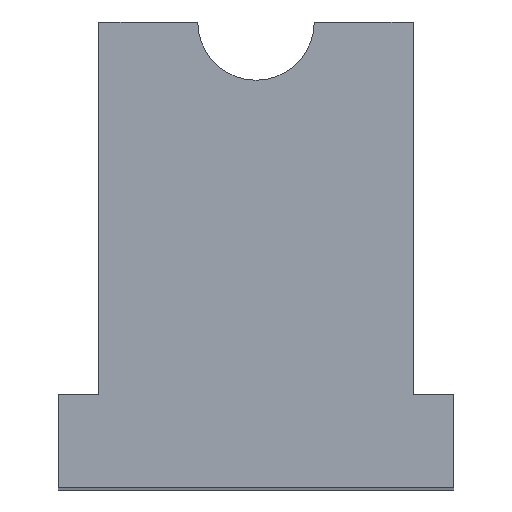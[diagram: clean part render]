
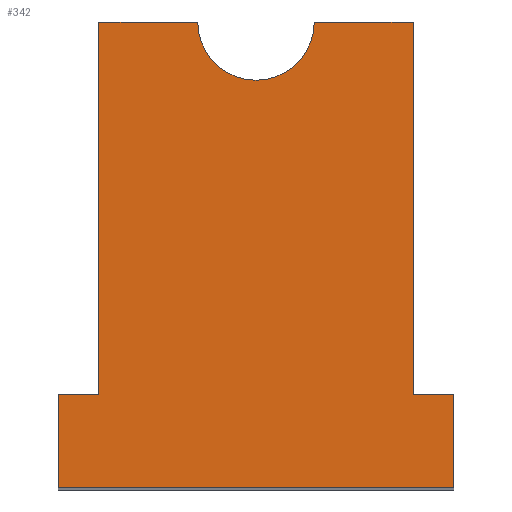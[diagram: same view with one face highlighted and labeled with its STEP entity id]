
A CAD part, top view. The second image highlights one B-rep face of the part: STEP entity #342.
In plain terms, the highlighted planar face has unit normal (0, 0, 1).
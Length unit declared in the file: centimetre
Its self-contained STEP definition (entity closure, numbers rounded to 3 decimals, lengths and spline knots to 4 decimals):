
#17=CIRCLE('',#375,0.5);
#26=FACE_OUTER_BOUND('',#44,.T.);
#44=EDGE_LOOP('',(#245,#246,#247,#248,#249,#250,#251,#252,#253,#254));
#59=LINE('',#489,#103);
#71=LINE('',#516,#115);
#76=LINE('',#526,#120);
#77=LINE('',#529,#121);
#78=LINE('',#531,#122);
#79=LINE('',#533,#123);
#80=LINE('',#535,#124);
#81=LINE('',#537,#125);
#82=LINE('',#538,#126);
#103=VECTOR('',#397,1.);
#115=VECTOR('',#415,1.);
#120=VECTOR('',#424,1.);
#121=VECTOR('',#427,1.);
#122=VECTOR('',#428,1.);
#123=VECTOR('',#429,1.);
#124=VECTOR('',#430,1.);
#125=VECTOR('',#431,1.);
#126=VECTOR('',#432,1.);
#147=VERTEX_POINT('',#486);
#148=VERTEX_POINT('',#488);
#159=VERTEX_POINT('',#513);
#160=VERTEX_POINT('',#515);
#163=VERTEX_POINT('',#525);
#164=VERTEX_POINT('',#527);
#165=VERTEX_POINT('',#530);
#166=VERTEX_POINT('',#532);
#167=VERTEX_POINT('',#534);
#168=VERTEX_POINT('',#536);
#179=EDGE_CURVE('',#147,#148,#59,.T.);
#191=EDGE_CURVE('',#159,#160,#71,.T.);
#196=EDGE_CURVE('',#147,#163,#76,.T.);
#197=EDGE_CURVE('',#163,#164,#17,.T.);
#198=EDGE_CURVE('',#164,#160,#77,.T.);
#199=EDGE_CURVE('',#165,#159,#78,.T.);
#200=EDGE_CURVE('',#166,#165,#79,.T.);
#201=EDGE_CURVE('',#166,#167,#80,.T.);
#202=EDGE_CURVE('',#167,#168,#81,.T.);
#203=EDGE_CURVE('',#148,#168,#82,.T.);
#245=ORIENTED_EDGE('',*,*,#179,.F.);
#246=ORIENTED_EDGE('',*,*,#196,.T.);
#247=ORIENTED_EDGE('',*,*,#197,.T.);
#248=ORIENTED_EDGE('',*,*,#198,.T.);
#249=ORIENTED_EDGE('',*,*,#191,.F.);
#250=ORIENTED_EDGE('',*,*,#199,.F.);
#251=ORIENTED_EDGE('',*,*,#200,.F.);
#252=ORIENTED_EDGE('',*,*,#201,.T.);
#253=ORIENTED_EDGE('',*,*,#202,.T.);
#254=ORIENTED_EDGE('',*,*,#203,.F.);
#326=PLANE('',#374);
#342=ADVANCED_FACE('',(#26),#326,.F.);
#374=AXIS2_PLACEMENT_3D('',#524,#422,#423);
#375=AXIS2_PLACEMENT_3D('',#528,#425,#426);
#397=DIRECTION('',(0.,-1.,0.));
#415=DIRECTION('',(0.,1.,0.));
#422=DIRECTION('center_axis',(0.,0.,
-1.));
#423=DIRECTION('ref_axis',(-1.,0.,0.));
#424=DIRECTION('',(-1.,0.,0.));
#425=DIRECTION('center_axis',(0.,0.,
-1.));
#426=DIRECTION('ref_axis',(-1.,0.,0.));
#427=DIRECTION('',(-1.,0.,0.));
#428=DIRECTION('',(1.,0.,0.));
#429=DIRECTION('',(0.,1.,0.));
#430=DIRECTION('',(1.,0.,0.));
#431=DIRECTION('',(0.,1.,0.));
#432=DIRECTION('',(1.,0.,0.));
#486=CARTESIAN_POINT('',(-38.35,4.5,12.8));
#488=CARTESIAN_POINT('',(-38.35,1.3,12.8));
#489=CARTESIAN_POINT('',(-38.35,2.5,12.8));
#513=CARTESIAN_POINT('',(-41.05,1.3,12.8));
#515=CARTESIAN_POINT('',(-41.05,4.5,12.8));
#516=CARTESIAN_POINT('',(-41.05,2.5,12.8));
#524=CARTESIAN_POINT('Origin',(-38.,0.5,12.8));
#525=CARTESIAN_POINT('',(-39.2,4.5,12.8));
#526=CARTESIAN_POINT('',(-38.,4.5,12.8));
#527=CARTESIAN_POINT('',(-40.2,4.5,12.8));
#528=CARTESIAN_POINT('Origin',(-39.7,4.5,12.8));
#529=CARTESIAN_POINT('',(-38.,4.5,12.8));
#530=CARTESIAN_POINT('',(-41.4,1.3,12.8));
#531=CARTESIAN_POINT('',(-39.6125,1.3,12.8));
#532=CARTESIAN_POINT('',(-41.4,0.5,12.8));
#533=CARTESIAN_POINT('',(-41.4,0.5,12.8));
#534=CARTESIAN_POINT('',(-38.,0.5,12.8));
#535=CARTESIAN_POINT('',(-41.4,0.5,12.8));
#536=CARTESIAN_POINT('',(-38.,1.3,12.8));
#537=CARTESIAN_POINT('',(-38.,0.5,12.8));
#538=CARTESIAN_POINT('',(-38.0875,1.3,12.8));
